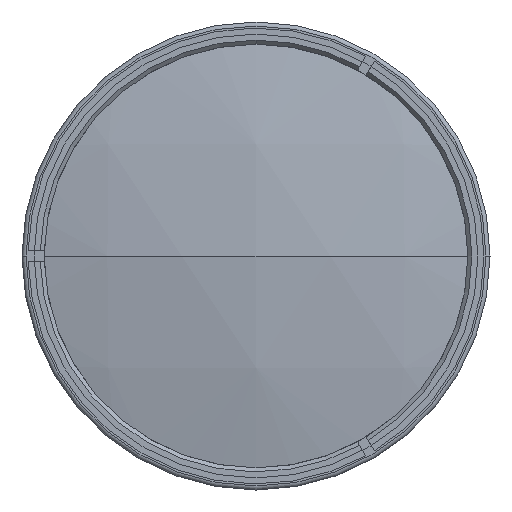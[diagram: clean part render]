
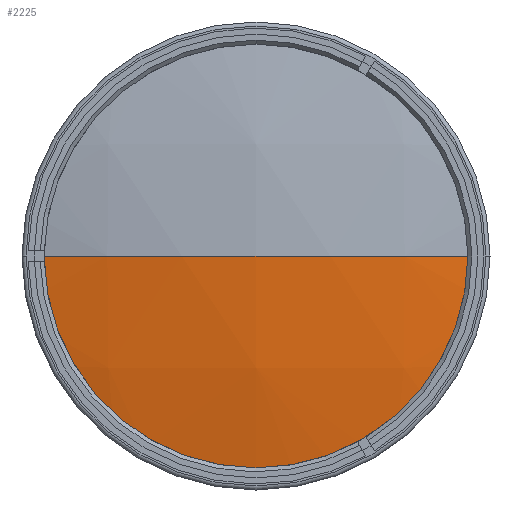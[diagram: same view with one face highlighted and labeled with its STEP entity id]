
A CAD part, left-side view. The second image highlights one B-rep face of the part: STEP entity #2225.
In plain terms, the highlighted spherical face has radius 252 mm.
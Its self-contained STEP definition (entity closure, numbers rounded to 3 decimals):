
#103 = DIRECTION ( 'NONE',  ( 0., 1., 0. ) ) ;
#527 = EDGE_CURVE ( 'NONE', #7813, #6436, #1533, .T. ) ;
#757 = CARTESIAN_POINT ( 'NONE',  ( 19.496, 0., 0. ) ) ;
#1367 = DIRECTION ( 'NONE',  ( 0., 0., -1. ) ) ;
#1376 = DIRECTION ( 'NONE',  ( -1., 0., 0. ) ) ;
#1472 = FACE_OUTER_BOUND ( 'NONE', #3144, .T. ) ;
#1526 = CIRCLE ( 'NONE', #7513, 252. ) ;
#1533 = CIRCLE ( 'NONE', #5595, 55. ) ;
#2187 = CARTESIAN_POINT ( 'NONE',  ( -226.429, 55., 0. ) ) ;
#2225 = ADVANCED_FACE ( 'NONE', ( #1472 ), #4704, .T. ) ;
#2836 = CARTESIAN_POINT ( 'NONE',  ( 19.496, 0., 0. ) ) ;
#3144 = EDGE_LOOP ( 'NONE', ( #7692, #4168, #6686 ) ) ;
#3383 = VERTEX_POINT ( 'NONE', #9205 ) ;
#3581 = DIRECTION ( 'NONE',  ( 0., -1., 0. ) ) ;
#4168 = ORIENTED_EDGE ( 'NONE', *, *, #7683, .T. ) ;
#4501 = DIRECTION ( 'NONE',  ( 0., 0., -1. ) ) ;
#4704 = SPHERICAL_SURFACE ( 'NONE', #9429, 252. ) ;
#5595 = AXIS2_PLACEMENT_3D ( 'NONE', #6502, #1376, #5785 ) ;
#5774 = CARTESIAN_POINT ( 'NONE',  ( 19.496, 0., 0. ) ) ;
#5785 = DIRECTION ( 'NONE',  ( 0., 0., 1. ) ) ;
#6436 = VERTEX_POINT ( 'NONE', #6999 ) ;
#6493 = DIRECTION ( 'NONE',  ( 0., 1., 0. ) ) ;
#6502 = CARTESIAN_POINT ( 'NONE',  ( -226.429, 0., 0. ) ) ;
#6686 = ORIENTED_EDGE ( 'NONE', *, *, #7687, .F. ) ;
#6999 = CARTESIAN_POINT ( 'NONE',  ( -226.429, -55., 0. ) ) ;
#7135 = CIRCLE ( 'NONE', #8464, 252. ) ;
#7513 = AXIS2_PLACEMENT_3D ( 'NONE', #5774, #1367, #6493 ) ;
#7683 = EDGE_CURVE ( 'NONE', #6436, #3383, #1526, .T. ) ;
#7687 = EDGE_CURVE ( 'NONE', #7813, #3383, #7135, .T. ) ;
#7692 = ORIENTED_EDGE ( 'NONE', *, *, #527, .T. ) ;
#7813 = VERTEX_POINT ( 'NONE', #2187 ) ;
#7931 = DIRECTION ( 'NONE',  ( 0., 0., 1. ) ) ;
#8464 = AXIS2_PLACEMENT_3D ( 'NONE', #2836, #7931, #3581 ) ;
#9205 = CARTESIAN_POINT ( 'NONE',  ( -232.504, 0., 0. ) ) ;
#9429 = AXIS2_PLACEMENT_3D ( 'NONE', #757, #4501, #103 ) ;
